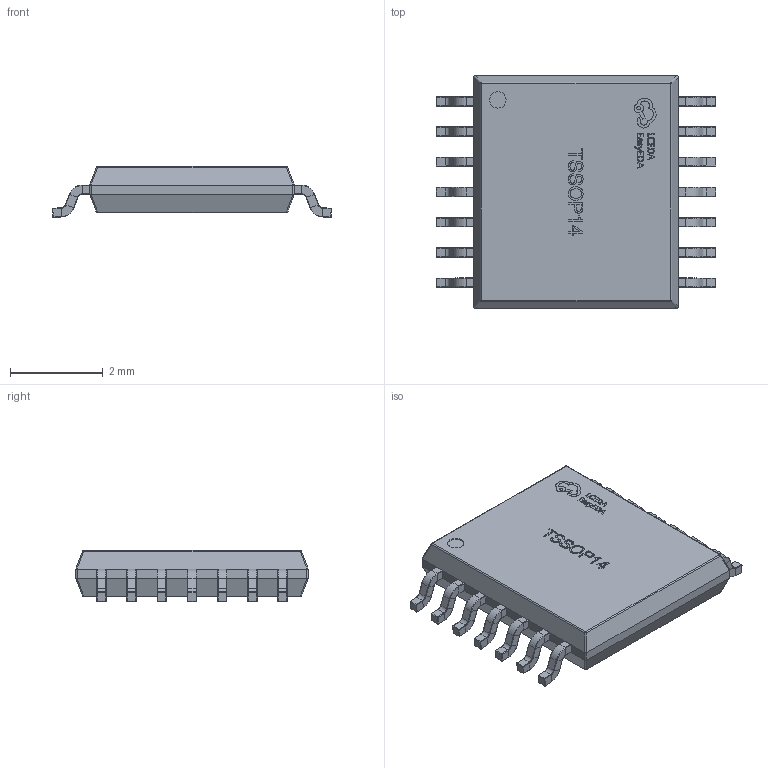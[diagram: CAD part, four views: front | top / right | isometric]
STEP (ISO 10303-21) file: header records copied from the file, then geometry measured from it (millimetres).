
FILE_DESCRIPTION(/* description */ ('Designed by EasyEDA Pro'),/* implementation_level */ '2;1');
FILE_NAME(/* name */ 'TSSOP-14.step',/* time_stamp */ '2025-04-02T23:35:52+08:00',/* author */ (''),/* organization */ (''),/* preprocessor_version */ 'ST-DEVELOPER v20.1',/* originating_system */ 'Autodesk Translation Framework v14.4.0.0',/* authorisation */ '');
FILE_SCHEMA (('AUTOMOTIVE_DESIGN { 1 0 10303 214 3 1 1 }'));
Length unit declared in the file: millimetre
Products named in the file (4): RMiQ-PCBModel; RMiQ-Board; RMiQ-U1-TSSOP-14_L5.0-W4.4-P0.65-LS6.4-BL; COMPOUND
Assembly tree (3 placements, depth 3):
  RMiQ-PCBModel
    RMiQ-Board
    RMiQ-U1-TSSOP-14_L5.0-W4.4-P0.65-LS6.4-BL
      COMPOUND
Bounding box: 6.01 x 5 x 1.1 mm (x, y, z)
Volume: 21.5 mm3; surface area: 71 mm2
Topology: 28 solids, 28 shells, 1137 faces, 2605 edges, 1486 vertices
Faces by surface type: plane 496, cylinder 301, bspline 164, torus 112, sphere 64
Full cylindrical faces by diameter (mm): 0.35 x1
Entity records: 35806 total; most frequent: CARTESIAN_POINT 9805, ORIENTED_EDGE 5098, DIRECTION 5083, EDGE_CURVE 2549, AXIS2_PLACEMENT_3D 1792, LINE 1499, VECTOR 1499, VERTEX_POINT 1486
